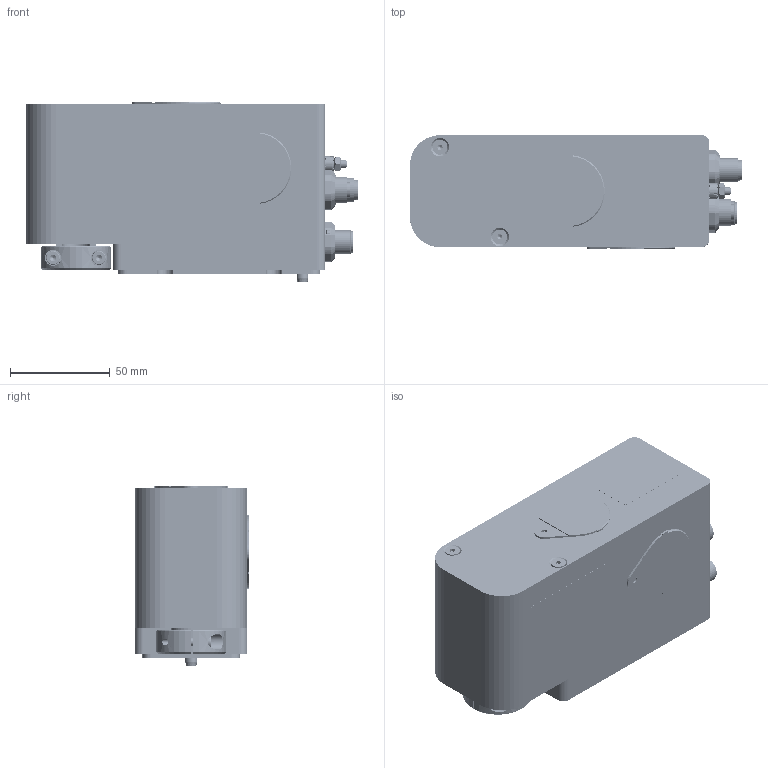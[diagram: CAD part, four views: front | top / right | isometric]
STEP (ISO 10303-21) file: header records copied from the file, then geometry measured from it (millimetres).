
FILE_DESCRIPTION(/* description */ ('Grundgestell PSE30x-14/32x-14'),/* implementation_level */ '2;1');
FILE_NAME(/* name */ 'PSE321x-14.stp',/* time_stamp */ '2016-05-11T08:25:29+02:00',/* author */ ('nwolf'),/* organization */ (''),/* preprocessor_version */ 'ST-DEVELOPER v15.6',/* originating_system */ 'Autodesk Inventor 2015',/* authorisation */ '');
FILE_SCHEMA (('AUTOMOTIVE_DESIGN { 1 0 10303 214 3 1 1 }'));
Products named in the file (106): 1020.003473M; ENG-000683; ENG-000682; ENG-000294; ENG-000623; ENG-000280; ENG-000685; ENG-000686; 3030.003639M; 1120.000234MA; 1030.012334MB; 1030.012344MC; DIN 7991 - M3x10; DIN 625 SKF - SKF 61803; DIN 625 SKF - SKF 626; DIN 625 SKF - SKF 624; 3000.006239M; 1450.001164M; DIN 912 - M3 x 0,5 x 5 x 3,75; 1200.000869; 1200.000979M; 1010.002223ME; 1020.003294MC; 3090.000794M; DIN 7991 - M4  x  40; 1190.000484M; DIN 6797 - A 4,3; 2100.000599M; 2100.000199M; 7005.001814M; 1450.001534M; ENG-000687; ENG-000688; 3030.004019M; ENG-000690; ENG-000691; 3030.004029M; 1300.029444MA; 1300.034184M; 1300.034194M ...
Assembly tree (145 placements, depth 5):
  7300.012953M
    1020.003473M
    3030.003639M
      ENG-000683
      ENG-000682
      ENG-000294
      ENG-000623
      ENG-000280
      ENG-000685
      ENG-000686
    1120.000234MA  x3
    1030.012334MB
    1030.012344MC
    DIN 7991 - M3x10  x4
    DIN 625 SKF - SKF 61803
    DIN 625 SKF - SKF 626  x2
    DIN 625 SKF - SKF 624  x4
    3000.006239M
    1450.001164M
    DIN 912 - M3 x 0,5 x 5 x 3,75  x2
    1200.000869
    1200.000979M
    1010.002223ME
    1020.003294MC
    3090.000794M  x2
    DIN 7991 - M4  x  40  x3
    1190.000484M
    DIN 6797 - A 4,3  x2
    2100.000599M
    2100.000199M
    7005.001814M
    1450.001534M
    3030.004019M
      ENG-000687
      ENG-000688
    3030.004029M
      ENG-000690
      ENG-000691
    1300.029444MA
    1300.034184M
    1300.034194M
    1300.034204M
    1230.006984M
    DIN 913 - M3 x 8  x2
    1230.001134M
    1230.001954M
    1300.030144M
    1200.000699M
    DIN 84 - M3 x 25  x2
    DIN 84 - M2 x 16
    1020.003283M
    9010.012544M
      1020.003644MC
      1290.002864MC
      1290.002994MA
      1200.000399M
      1220.001129M
      1220.000879M
      DIN 912 - M2 x 0,4 x 5 x 4  x2
    1110.003084MA
Bounding box: 166.3 x 57.2 x 90 mm (x, y, z)
Volume: 291920.4 mm3; surface area: 246252.5 mm2
Topology: 180 solids, 180 shells, 4332 faces, 10881 edges, 7121 vertices
Faces by surface type: plane 2576, cylinder 1073, torus 206, bspline 192, cone 191, sphere 94
Full cylindrical faces by diameter (mm): 0.75 x5, 1 x25, 1.567 x3, 1.6 x11, 1.729 x5, 1.783 x2, 1.97 x14, 2 x38, 2.05 x1, 2.1 x5, 2.2 x7, 2.3 x2, 2.4 x2, 2.459 x2, 2.5 x2, 2.621 x12, 2.729 x2, 2.96 x5, 3 x30, 3.03 x1, 3.1 x1, 3.2 x6, 3.242 x4, 3.4 x5, 3.459 x6, 3.5 x4, 3.8 x2, 3.9 x1, 3.96 x3, 3.98 x3
Entity records: 117403 total; most frequent: CARTESIAN_POINT 28429, DIRECTION 17744, ORIENTED_EDGE 17018, EDGE_CURVE 8509, AXIS2_PLACEMENT_3D 6231, VERTEX_POINT 5915, LINE 5282, VECTOR 5282
